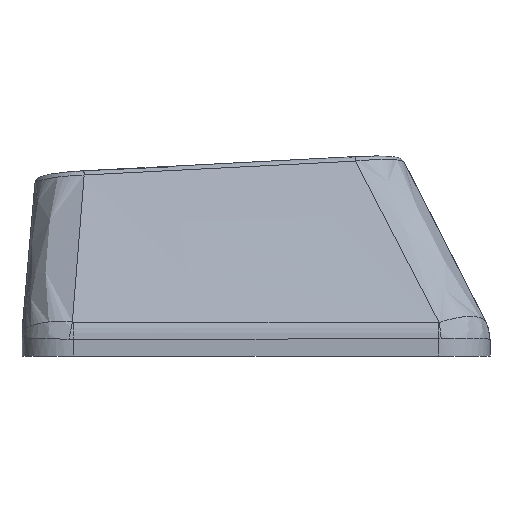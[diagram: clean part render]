
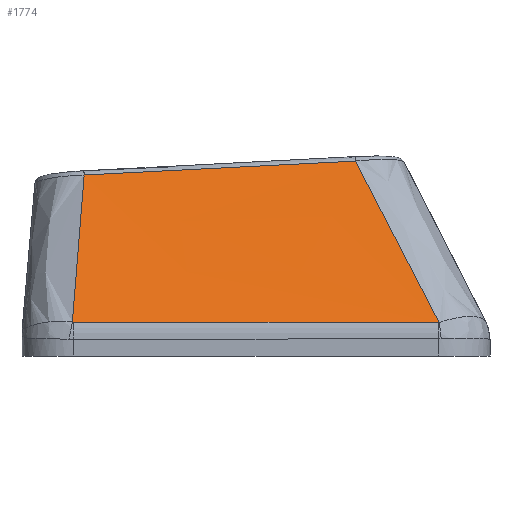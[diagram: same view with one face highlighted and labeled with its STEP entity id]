
A CAD part, left-side view. The second image highlights one B-rep face of the part: STEP entity #1774.
In plain terms, the highlighted free-form (B-spline) face has degree [3, 3] with [4, 4] control points.
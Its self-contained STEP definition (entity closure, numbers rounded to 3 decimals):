
#109=B_SPLINE_SURFACE_WITH_KNOTS('',3,3,((#3855,#3856,#3857,#3858),(#3859,
#3860,#3861,#3862),(#3863,#3864,#3865,#3866),(#3867,#3868,#3869,#3870)),
 .UNSPECIFIED.,.F.,.F.,.F.,(4,4),(4,4),(0.107,0.899),
(0.028,0.956),.UNSPECIFIED.);
#187=FACE_OUTER_BOUND('',#275,.T.);
#275=EDGE_LOOP('',(#1473,#1474,#1475,#1476,#1477,#1478));
#560=B_SPLINE_CURVE_WITH_KNOTS('',3,(#3275,#3276,#3277,#3278),
 .UNSPECIFIED.,.F.,.F.,(4,4),(0.,0.003),
 .UNSPECIFIED.);
#561=B_SPLINE_CURVE_WITH_KNOTS('',3,(#3296,#3297,#3298,#3299),
 .UNSPECIFIED.,.F.,.F.,(4,4),(-1.416,0.),.UNSPECIFIED.);
#564=B_SPLINE_CURVE_WITH_KNOTS('',3,(#3329,#3330,#3331,#3332),
 .UNSPECIFIED.,.F.,.F.,(4,4),(0.,0.004),.UNSPECIFIED.);
#575=B_SPLINE_CURVE_WITH_KNOTS('',3,(#3559,#3560,#3561,#3562),
 .UNSPECIFIED.,.F.,.F.,(4,4),(0.023,0.785),
 .UNSPECIFIED.);
#583=B_SPLINE_CURVE_WITH_KNOTS('',3,(#3789,#3790,#3791,#3792),
 .UNSPECIFIED.,.F.,.F.,(4,4),(0.,1.055),.UNSPECIFIED.);
#586=B_SPLINE_CURVE_WITH_KNOTS('',3,(#3871,#3872,#3873,#3874),
 .UNSPECIFIED.,.F.,.F.,(4,4),(-0.661,-0.021),
 .UNSPECIFIED.);
#760=VERTEX_POINT('',#3237);
#762=VERTEX_POINT('',#3268);
#764=VERTEX_POINT('',#3295);
#766=VERTEX_POINT('',#3322);
#782=VERTEX_POINT('',#3553);
#787=VERTEX_POINT('',#3787);
#991=EDGE_CURVE('',#760,#762,#560,.T.);
#992=EDGE_CURVE('',#762,#764,#561,.T.);
#997=EDGE_CURVE('',#764,#766,#564,.T.);
#1023=EDGE_CURVE('',#782,#760,#575,.T.);
#1038=EDGE_CURVE('',#787,#782,#583,.T.);
#1042=EDGE_CURVE('',#766,#787,#586,.T.);
#1473=ORIENTED_EDGE('',*,*,#991,.F.);
#1474=ORIENTED_EDGE('',*,*,#1023,.F.);
#1475=ORIENTED_EDGE('',*,*,#1038,.F.);
#1476=ORIENTED_EDGE('',*,*,#1042,.F.);
#1477=ORIENTED_EDGE('',*,*,#997,.F.);
#1478=ORIENTED_EDGE('',*,*,#992,.F.);
#1774=ADVANCED_FACE('',(#187),#109,.F.);
#3237=CARTESIAN_POINT('',(-13.706,-7.107,0.299));
#3268=CARTESIAN_POINT('',(-13.706,-7.079,0.298));
#3275=CARTESIAN_POINT('Ctrl Pts',(-13.706,-7.107,0.299));
#3276=CARTESIAN_POINT('Ctrl Pts',(-13.706,-7.098,0.298));
#3277=CARTESIAN_POINT('Ctrl Pts',(-13.706,-7.088,0.298));
#3278=CARTESIAN_POINT('Ctrl Pts',(-13.706,-7.079,0.298));
#3295=CARTESIAN_POINT('',(-13.683,7.082,0.318));
#3296=CARTESIAN_POINT('Ctrl Pts',(-13.706,-7.079,0.298));
#3297=CARTESIAN_POINT('Ctrl Pts',(-13.699,-2.359,0.304));
#3298=CARTESIAN_POINT('Ctrl Pts',(-13.692,2.361,0.311));
#3299=CARTESIAN_POINT('Ctrl Pts',(-13.683,7.082,0.318));
#3322=CARTESIAN_POINT('',(-13.681,7.125,0.322));
#3329=CARTESIAN_POINT('Ctrl Pts',(-13.683,7.082,0.318));
#3330=CARTESIAN_POINT('Ctrl Pts',(-13.683,7.096,0.318));
#3331=CARTESIAN_POINT('Ctrl Pts',(-13.683,7.111,0.319));
#3332=CARTESIAN_POINT('Ctrl Pts',(-13.681,7.125,0.322));
#3553=CARTESIAN_POINT('',(-10.82,-3.863,6.565));
#3559=CARTESIAN_POINT('Ctrl Pts',(-10.82,-3.863,6.565));
#3560=CARTESIAN_POINT('Ctrl Pts',(-11.785,-4.947,4.478));
#3561=CARTESIAN_POINT('Ctrl Pts',(-12.746,-6.028,2.389));
#3562=CARTESIAN_POINT('Ctrl Pts',(-13.706,-7.107,0.299));
#3787=CARTESIAN_POINT('',(-10.824,6.669,6.025));
#3789=CARTESIAN_POINT('Ctrl Pts',(-10.824,6.669,6.025));
#3790=CARTESIAN_POINT('Ctrl Pts',(-10.823,3.158,6.204));
#3791=CARTESIAN_POINT('Ctrl Pts',(-10.821,-0.353,6.384));
#3792=CARTESIAN_POINT('Ctrl Pts',(-10.82,-3.863,6.565));
#3855=CARTESIAN_POINT('Ctrl Pts',(-10.82,7.032,6.014));
#3856=CARTESIAN_POINT('Ctrl Pts',(-11.782,7.063,4.1));
#3857=CARTESIAN_POINT('Ctrl Pts',(-12.744,7.095,2.186));
#3858=CARTESIAN_POINT('Ctrl Pts',(-13.706,7.126,0.272));
#3859=CARTESIAN_POINT('Ctrl Pts',(-10.82,3.273,6.204));
#3860=CARTESIAN_POINT('Ctrl Pts',(-11.782,2.976,4.23));
#3861=CARTESIAN_POINT('Ctrl Pts',(-12.744,2.679,2.255));
#3862=CARTESIAN_POINT('Ctrl Pts',(-13.706,2.382,0.28));
#3863=CARTESIAN_POINT('Ctrl Pts',(-10.82,-0.485,
6.394));
#3864=CARTESIAN_POINT('Ctrl Pts',(-11.782,-1.111,4.359));
#3865=CARTESIAN_POINT('Ctrl Pts',(-12.744,-1.737,2.324));
#3866=CARTESIAN_POINT('Ctrl Pts',(-13.706,-2.363,0.289));
#3867=CARTESIAN_POINT('Ctrl Pts',(-10.82,-4.243,6.584));
#3868=CARTESIAN_POINT('Ctrl Pts',(-11.782,-5.198,4.488));
#3869=CARTESIAN_POINT('Ctrl Pts',(-12.744,-6.152,2.393));
#3870=CARTESIAN_POINT('Ctrl Pts',(-13.706,-7.107,0.298));
#3871=CARTESIAN_POINT('Ctrl Pts',(-13.681,7.125,0.322));
#3872=CARTESIAN_POINT('Ctrl Pts',(-12.726,6.97,2.222));
#3873=CARTESIAN_POINT('Ctrl Pts',(-11.773,6.818,4.123));
#3874=CARTESIAN_POINT('Ctrl Pts',(-10.824,6.669,6.025));
